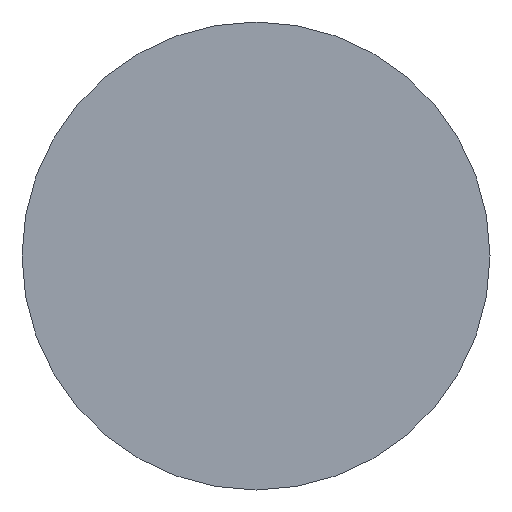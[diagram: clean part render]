
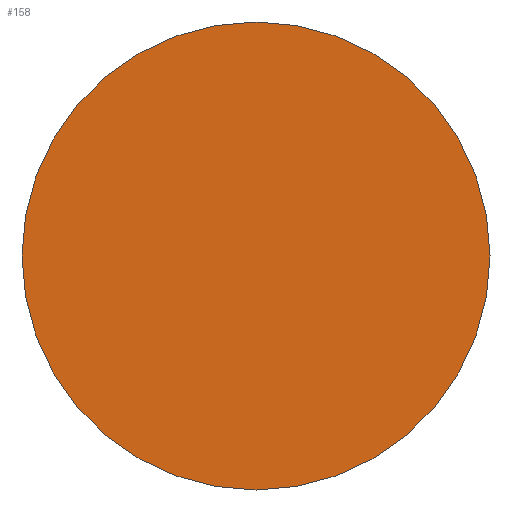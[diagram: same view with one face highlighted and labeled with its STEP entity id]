
A CAD part, front view. The second image highlights one B-rep face of the part: STEP entity #158.
In plain terms, the highlighted planar face has unit normal (0, -1, 0).
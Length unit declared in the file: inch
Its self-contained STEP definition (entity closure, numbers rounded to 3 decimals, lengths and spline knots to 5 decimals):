
#43=PLANE('',#176);
#61=FACE_OUTER_BOUND('',#77,.T.);
#77=EDGE_LOOP('',(#134));
#87=CIRCLE('',#173,0.504);
#92=VERTEX_POINT('',#240);
#105=EDGE_CURVE('',#92,#92,#87,.T.);
#134=ORIENTED_EDGE('',*,*,#105,.F.);
#158=ADVANCED_FACE('',(#61),#43,.F.);
#173=AXIS2_PLACEMENT_3D('',#241,#198,#199);
#176=AXIS2_PLACEMENT_3D('',#260,#212,#213);
#198=DIRECTION('center_axis',(0.,1.,0.));
#199=DIRECTION('ref_axis',(0.,0.,1.));
#212=DIRECTION('center_axis',(0.,1.,0.));
#213=DIRECTION('ref_axis',(0.,0.,1.));
#240=CARTESIAN_POINT('',(0.,0.,-0.504));
#241=CARTESIAN_POINT('Origin',(0.,0.,0.));
#260=CARTESIAN_POINT('Origin',(0.,0.,0.));
